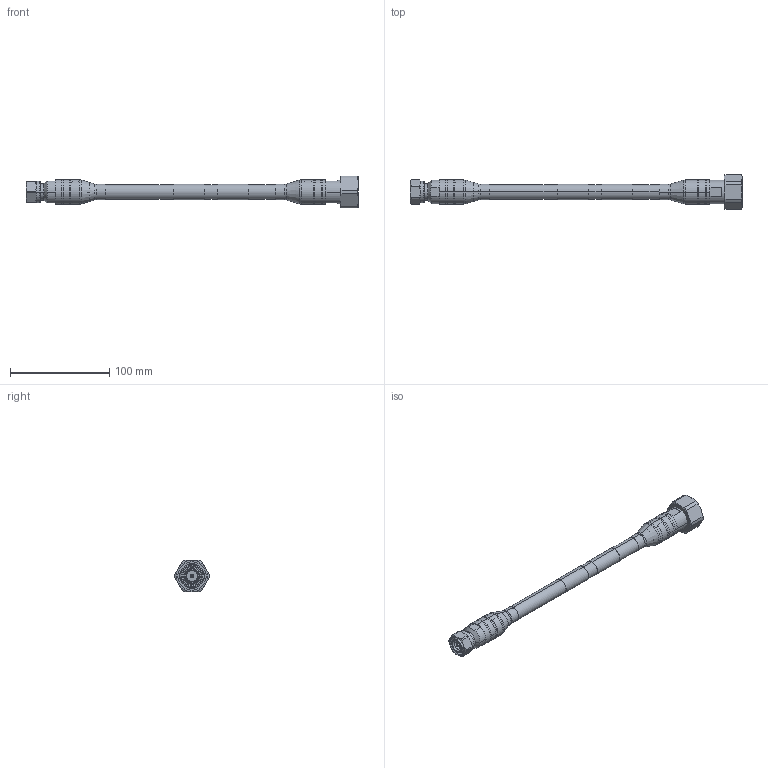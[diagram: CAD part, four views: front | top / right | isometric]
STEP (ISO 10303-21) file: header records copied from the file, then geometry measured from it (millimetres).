
FILE_DESCRIPTION (( 'STEP AP214' ), '1' );
FILE_NAME ('FMCA100128_3D.step', '2024-08-16T20:04:01', ( '' ), ( '' ), 'SwSTEP 2.0', 'SolidWorks 2022', '' );
FILE_SCHEMA (( 'AUTOMOTIVE_DESIGN' ));
Length unit declared in the file: inch
Products named in the file (5): TCP-600-716MC-LP; TCOM-600-FR^FMCA100128_LABEL+PE PIM; FMCA100128_3D; TCP-600-4310MC-LP; Heat Shrink^FMCA100128_1" Long
Assembly tree (5 placements, depth 2):
  FMCA100128_3D
    TCOM-600-FR^FMCA100128_LABEL+PE PIM
    TCP-600-4310MC-LP
    TCP-600-716MC-LP
    Heat Shrink^FMCA100128_1" Long  x2
Bounding box: 334.19 x 34.8 x 31.77 mm (x, y, z)
Volume: 92481.6 mm3; surface area: 43881 mm2
Topology: 5 solids, 5 shells, 321 faces, 696 edges, 421 vertices
Faces by surface type: cylinder 114, cone 81, plane 70, torus 56
Entity records: 9427 total; most frequent: CARTESIAN_POINT 2330, DIRECTION 1593, ORIENTED_EDGE 1304, AXIS2_PLACEMENT_3D 690, EDGE_CURVE 652, VERTEX_POINT 397, CIRCLE 383, EDGE_LOOP 337
